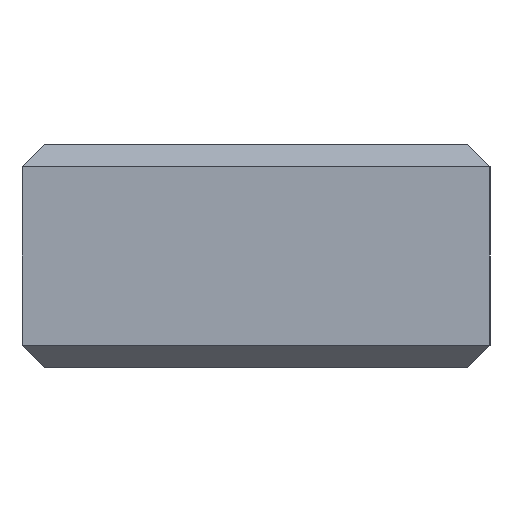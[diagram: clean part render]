
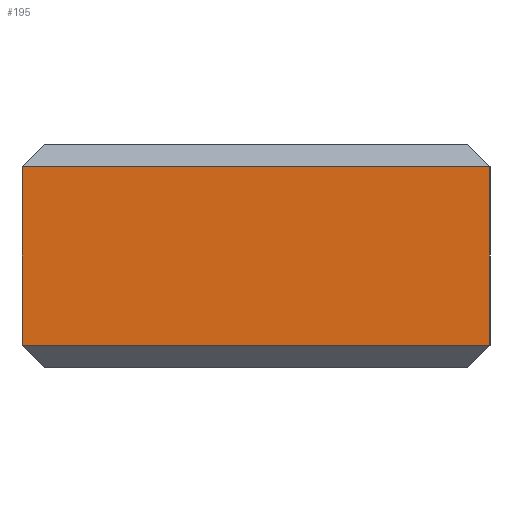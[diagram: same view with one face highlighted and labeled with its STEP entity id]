
A CAD part, left-side view. The second image highlights one B-rep face of the part: STEP entity #195.
In plain terms, the highlighted planar face has unit normal (-1, 0, 0).
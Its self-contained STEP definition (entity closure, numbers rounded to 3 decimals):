
#56 = PLANE ( 'NONE',  #108 ) ;
#68 = DIRECTION ( 'NONE',  ( 0., 0., -1. ) ) ;
#80 = CARTESIAN_POINT ( 'NONE',  ( -19.286, 0., 10. ) ) ;
#96 = CARTESIAN_POINT ( 'NONE',  ( -19.286, -21., 1. ) ) ;
#102 = CARTESIAN_POINT ( 'NONE',  ( -19.286, -21., 10. ) ) ;
#103 = CARTESIAN_POINT ( 'NONE',  ( -19.286, 0., 1. ) ) ;
#108 = AXIS2_PLACEMENT_3D ( 'NONE', #774, #302, #923 ) ;
#123 = VERTEX_POINT ( 'NONE', #753 ) ;
#126 = CARTESIAN_POINT ( 'NONE',  ( -19.286, 0., 9. ) ) ;
#155 = EDGE_CURVE ( 'NONE', #742, #123, #202, .T. ) ;
#172 = LINE ( 'NONE', #103, #727 ) ;
#182 = ORIENTED_EDGE ( 'NONE', *, *, #842, .F. ) ;
#186 = VECTOR ( 'NONE', #838, 1000. ) ;
#195 = ADVANCED_FACE ( 'NONE', ( #928 ), #56, .F. ) ;
#202 = LINE ( 'NONE', #126, #186 ) ;
#213 = VECTOR ( 'NONE', #474, 1000. ) ;
#302 = DIRECTION ( 'NONE',  ( 1., 0., 0. ) ) ;
#321 = LINE ( 'NONE', #102, #213 ) ;
#361 = VERTEX_POINT ( 'NONE', #96 ) ;
#365 = CARTESIAN_POINT ( 'NONE',  ( -19.286, -21., 9. ) ) ;
#395 = ORIENTED_EDGE ( 'NONE', *, *, #623, .T. ) ;
#415 = EDGE_CURVE ( 'NONE', #614, #361, #172, .T. ) ;
#474 = DIRECTION ( 'NONE',  ( 0., 0., -1. ) ) ;
#505 = VECTOR ( 'NONE', #68, 1000. ) ;
#599 = EDGE_LOOP ( 'NONE', ( #182, #903, #395, #979 ) ) ;
#614 = VERTEX_POINT ( 'NONE', #618 ) ;
#618 = CARTESIAN_POINT ( 'NONE',  ( -19.286, 0., 1. ) ) ;
#623 = EDGE_CURVE ( 'NONE', #123, #614, #789, .T. ) ;
#727 = VECTOR ( 'NONE', #966, 1000. ) ;
#742 = VERTEX_POINT ( 'NONE', #365 ) ;
#753 = CARTESIAN_POINT ( 'NONE',  ( -19.286, 0., 9. ) ) ;
#774 = CARTESIAN_POINT ( 'NONE',  ( -19.286, 0., 10. ) ) ;
#789 = LINE ( 'NONE', #80, #505 ) ;
#838 = DIRECTION ( 'NONE',  ( 0., 1., 0. ) ) ;
#842 = EDGE_CURVE ( 'NONE', #742, #361, #321, .T. ) ;
#903 = ORIENTED_EDGE ( 'NONE', *, *, #155, .T. ) ;
#923 = DIRECTION ( 'NONE',  ( 0., 0., -1. ) ) ;
#928 = FACE_OUTER_BOUND ( 'NONE', #599, .T. ) ;
#966 = DIRECTION ( 'NONE',  ( 0., -1., 0. ) ) ;
#979 = ORIENTED_EDGE ( 'NONE', *, *, #415, .T. ) ;
